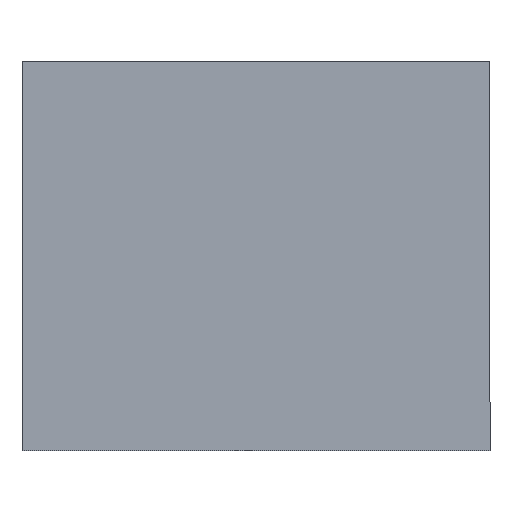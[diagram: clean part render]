
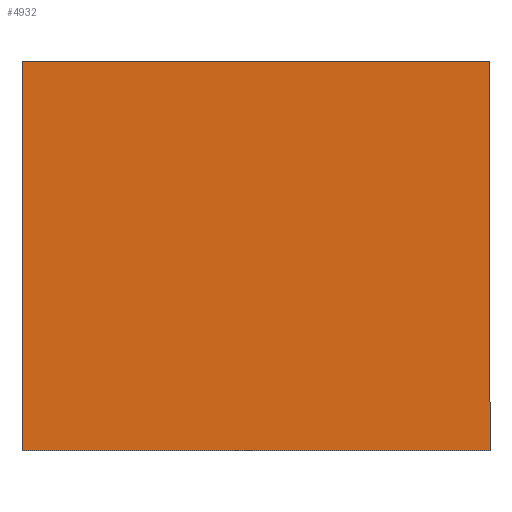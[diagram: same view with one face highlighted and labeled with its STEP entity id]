
A CAD part, front view. The second image highlights one B-rep face of the part: STEP entity #4932.
In plain terms, the highlighted planar face has unit normal (0, -1, 0).
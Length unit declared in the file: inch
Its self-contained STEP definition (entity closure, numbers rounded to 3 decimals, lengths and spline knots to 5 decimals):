
#866 = DIRECTION ( 'NONE',  ( 0., 0., 1. ) ) ;
#1723 = CARTESIAN_POINT ( 'NONE',  ( 0., -6.965, 0. ) ) ;
#2833 = LINE ( 'NONE', #22937, #23613 ) ;
#4782 = EDGE_LOOP ( 'NONE', ( #11502, #5771, #6254, #17161 ) ) ;
#4910 = CARTESIAN_POINT ( 'NONE',  ( 8.43695, -6.965, -6.976 ) ) ;
#4932 = ADVANCED_FACE ( 'NONE', ( #21872 ), #15799, .T. ) ;
#5091 = CARTESIAN_POINT ( 'NONE',  ( 8.43695, -6.965, 7.07495 ) ) ;
#5331 = AXIS2_PLACEMENT_3D ( 'NONE', #1723, #17819, #5782 ) ;
#5651 = CARTESIAN_POINT ( 'NONE',  ( -8.43695, -6.965, -6.976 ) ) ;
#5771 = ORIENTED_EDGE ( 'NONE', *, *, #19968, .F. ) ;
#5782 = DIRECTION ( 'NONE',  ( 0., 0., -1. ) ) ;
#6254 = ORIENTED_EDGE ( 'NONE', *, *, #17555, .F. ) ;
#9353 = EDGE_CURVE ( 'NONE', #9819, #22021, #15235, .T. ) ;
#9819 = VERTEX_POINT ( 'NONE', #20967 ) ;
#10515 = VECTOR ( 'NONE', #20325, 39.37008 ) ;
#10728 = LINE ( 'NONE', #14898, #24869 ) ;
#10756 = VERTEX_POINT ( 'NONE', #5091 ) ;
#11384 = VECTOR ( 'NONE', #21494, 39.37008 ) ;
#11502 = ORIENTED_EDGE ( 'NONE', *, *, #15678, .F. ) ;
#14898 = CARTESIAN_POINT ( 'NONE',  ( -8.43695, -6.965, 7.07495 ) ) ;
#15235 = LINE ( 'NONE', #4910, #10515 ) ;
#15678 = EDGE_CURVE ( 'NONE', #10756, #9819, #16725, .T. ) ;
#15799 = PLANE ( 'NONE',  #5331 ) ;
#16725 = LINE ( 'NONE', #16989, #11384 ) ;
#16989 = CARTESIAN_POINT ( 'NONE',  ( 8.43695, -6.965, 7.07495 ) ) ;
#17161 = ORIENTED_EDGE ( 'NONE', *, *, #9353, .F. ) ;
#17555 = EDGE_CURVE ( 'NONE', #22021, #18985, #2833, .T. ) ;
#17819 = DIRECTION ( 'NONE',  ( 0., -1., 0. ) ) ;
#18985 = VERTEX_POINT ( 'NONE', #22024 ) ;
#19968 = EDGE_CURVE ( 'NONE', #18985, #10756, #10728, .T. ) ;
#20325 = DIRECTION ( 'NONE',  ( -1., 0., 0. ) ) ;
#20967 = CARTESIAN_POINT ( 'NONE',  ( 8.43695, -6.965, -6.976 ) ) ;
#21494 = DIRECTION ( 'NONE',  ( 0., 0., -1. ) ) ;
#21872 = FACE_OUTER_BOUND ( 'NONE', #4782, .T. ) ;
#22021 = VERTEX_POINT ( 'NONE', #5651 ) ;
#22024 = CARTESIAN_POINT ( 'NONE',  ( -8.43695, -6.965, 7.07495 ) ) ;
#22889 = DIRECTION ( 'NONE',  ( 1., 0., 0. ) ) ;
#22937 = CARTESIAN_POINT ( 'NONE',  ( -8.43695, -6.965, -6.976 ) ) ;
#23613 = VECTOR ( 'NONE', #866, 39.37008 ) ;
#24869 = VECTOR ( 'NONE', #22889, 39.37008 ) ;
